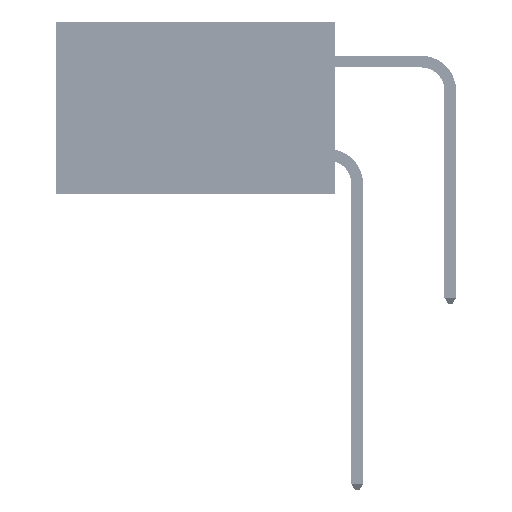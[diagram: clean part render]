
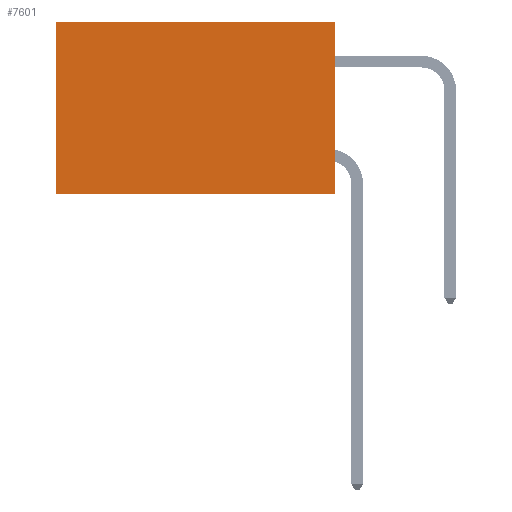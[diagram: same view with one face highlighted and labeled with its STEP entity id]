
A CAD part, left-side view. The second image highlights one B-rep face of the part: STEP entity #7601.
In plain terms, the highlighted planar face has unit normal (-1, 0, 0).
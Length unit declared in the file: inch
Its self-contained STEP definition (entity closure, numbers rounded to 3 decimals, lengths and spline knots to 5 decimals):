
#3584 = FACE_OUTER_BOUND ( 'NONE', #32950, .T. ) ;
#4062 = CARTESIAN_POINT ( 'NONE',  ( 0.2875, 0., 0. ) ) ;
#4446 = ORIENTED_EDGE ( 'NONE', *, *, #18314, .T. ) ;
#7601 = ADVANCED_FACE ( 'NONE', ( #3584 ), #43566, .F. ) ;
#8397 = VERTEX_POINT ( 'NONE', #19346 ) ;
#10078 = AXIS2_PLACEMENT_3D ( 'NONE', #18688, #26643, #10487 ) ;
#10487 = DIRECTION ( 'NONE',  ( 0., 0., -1. ) ) ;
#11239 = DIRECTION ( 'NONE',  ( 0., 1., 0. ) ) ;
#11295 = VERTEX_POINT ( 'NONE', #4062 ) ;
#13029 = DIRECTION ( 'NONE',  ( 0., 0., -1. ) ) ;
#15780 = CARTESIAN_POINT ( 'NONE',  ( 0.2875, 0.6, 0. ) ) ;
#16573 = VERTEX_POINT ( 'NONE', #15780 ) ;
#17951 = EDGE_CURVE ( 'NONE', #11295, #16573, #23663, .T. ) ;
#18314 = EDGE_CURVE ( 'NONE', #16573, #21219, #22946, .T. ) ;
#18367 = VECTOR ( 'NONE', #26262, 39.37008 ) ;
#18688 = CARTESIAN_POINT ( 'NONE',  ( 0.2875, 0., 0. ) ) ;
#19346 = CARTESIAN_POINT ( 'NONE',  ( 0.2875, 0., -0.37 ) ) ;
#19439 = CARTESIAN_POINT ( 'NONE',  ( 0.2875, 0., 0. ) ) ;
#19735 = ORIENTED_EDGE ( 'NONE', *, *, #24006, .F. ) ;
#20677 = CARTESIAN_POINT ( 'NONE',  ( 0.2875, 0., 0. ) ) ;
#21219 = VERTEX_POINT ( 'NONE', #24182 ) ;
#22100 = CARTESIAN_POINT ( 'NONE',  ( 0.2875, 0.6, 0. ) ) ;
#22099 = LINE ( 'NONE', #20677, #37352 ) ;
#22946 = LINE ( 'NONE', #22100, #18367 ) ;
#23663 = LINE ( 'NONE', #19439, #41875 ) ;
#24006 = EDGE_CURVE ( 'NONE', #8397, #21219, #42679, .T. ) ;
#24182 = CARTESIAN_POINT ( 'NONE',  ( 0.2875, 0.6, -0.37 ) ) ;
#26262 = DIRECTION ( 'NONE',  ( 0., 0., -1. ) ) ;
#26643 = DIRECTION ( 'NONE',  ( 1., 0., 0. ) ) ;
#28891 = CARTESIAN_POINT ( 'NONE',  ( 0.2875, 0., -0.37 ) ) ;
#29207 = ORIENTED_EDGE ( 'NONE', *, *, #36856, .F. ) ;
#32950 = EDGE_LOOP ( 'NONE', ( #4446, #19735, #29207, #40309 ) ) ;
#36856 = EDGE_CURVE ( 'NONE', #11295, #8397, #22099, .T. ) ;
#37352 = VECTOR ( 'NONE', #13029, 39.37008 ) ;
#40309 = ORIENTED_EDGE ( 'NONE', *, *, #17951, .T. ) ;
#41875 = VECTOR ( 'NONE', #11239, 39.37008 ) ;
#42033 = DIRECTION ( 'NONE',  ( 0., 1., 0. ) ) ;
#42679 = LINE ( 'NONE', #28891, #46155 ) ;
#43566 = PLANE ( 'NONE',  #10078 ) ;
#46155 = VECTOR ( 'NONE', #42033, 39.37008 ) ;
